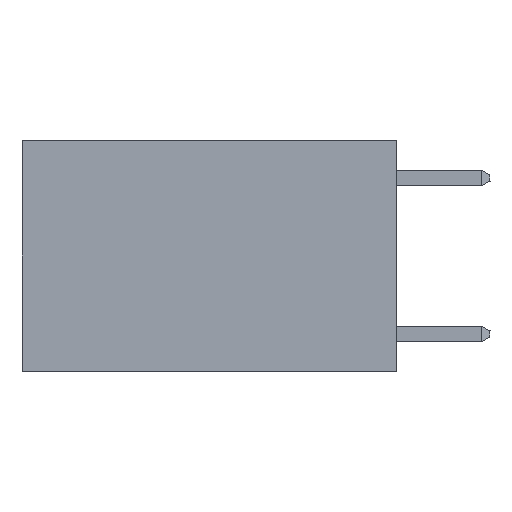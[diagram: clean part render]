
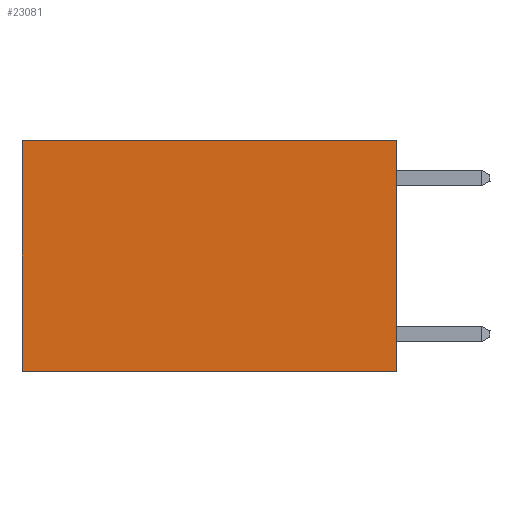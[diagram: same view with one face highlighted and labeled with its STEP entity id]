
A CAD part, left-side view. The second image highlights one B-rep face of the part: STEP entity #23081.
In plain terms, the highlighted planar face has unit normal (-1, 0, 0).
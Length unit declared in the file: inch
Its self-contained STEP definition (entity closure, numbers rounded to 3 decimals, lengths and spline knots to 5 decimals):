
#239 = CARTESIAN_POINT ( 'NONE',  ( 0.2625, 0., 0. ) ) ;
#776 = ORIENTED_EDGE ( 'NONE', *, *, #24003, .T. ) ;
#1073 = LINE ( 'NONE', #239, #5448 ) ;
#2224 = LINE ( 'NONE', #11952, #10629 ) ;
#2341 = CARTESIAN_POINT ( 'NONE',  ( 0.2625, 0., -0.37 ) ) ;
#3134 = LINE ( 'NONE', #3174, #16968 ) ;
#3174 = CARTESIAN_POINT ( 'NONE',  ( 0.2625, 0.6, 0. ) ) ;
#3850 = EDGE_LOOP ( 'NONE', ( #776, #18341, #21783, #8132 ) ) ;
#3885 = DIRECTION ( 'NONE',  ( 1., 0., 0. ) ) ;
#4914 = CARTESIAN_POINT ( 'NONE',  ( 0.2625, 0., -0.37 ) ) ;
#5448 = VECTOR ( 'NONE', #7400, 39.37008 ) ;
#6258 = EDGE_CURVE ( 'NONE', #19471, #10435, #2224, .T. ) ;
#7181 = EDGE_CURVE ( 'NONE', #19471, #17454, #1073, .T. ) ;
#7400 = DIRECTION ( 'NONE',  ( 0., 1., 0. ) ) ;
#8132 = ORIENTED_EDGE ( 'NONE', *, *, #7181, .T. ) ;
#8206 = LINE ( 'NONE', #2341, #22369 ) ;
#10435 = VERTEX_POINT ( 'NONE', #4914 ) ;
#10598 = AXIS2_PLACEMENT_3D ( 'NONE', #11222, #3885, #15867 ) ;
#10629 = VECTOR ( 'NONE', #14483, 39.37008 ) ;
#11222 = CARTESIAN_POINT ( 'NONE',  ( 0.2625, 0., 0. ) ) ;
#11952 = CARTESIAN_POINT ( 'NONE',  ( 0.2625, 0., 0. ) ) ;
#12635 = DIRECTION ( 'NONE',  ( 0., 0., -1. ) ) ;
#14483 = DIRECTION ( 'NONE',  ( 0., 0., -1. ) ) ;
#15867 = DIRECTION ( 'NONE',  ( 0., 0., -1. ) ) ;
#16229 = CARTESIAN_POINT ( 'NONE',  ( 0.2625, 0., 0. ) ) ;
#16968 = VECTOR ( 'NONE', #12635, 39.37008 ) ;
#17454 = VERTEX_POINT ( 'NONE', #22508 ) ;
#17716 = EDGE_CURVE ( 'NONE', #10435, #18361, #8206, .T. ) ;
#18341 = ORIENTED_EDGE ( 'NONE', *, *, #17716, .F. ) ;
#18361 = VERTEX_POINT ( 'NONE', #28833 ) ;
#19471 = VERTEX_POINT ( 'NONE', #16229 ) ;
#21783 = ORIENTED_EDGE ( 'NONE', *, *, #6258, .F. ) ;
#22369 = VECTOR ( 'NONE', #28296, 39.37008 ) ;
#22508 = CARTESIAN_POINT ( 'NONE',  ( 0.2625, 0.6, 0. ) ) ;
#23081 = ADVANCED_FACE ( 'NONE', ( #23239 ), #24778, .F. ) ;
#23239 = FACE_OUTER_BOUND ( 'NONE', #3850, .T. ) ;
#24003 = EDGE_CURVE ( 'NONE', #17454, #18361, #3134, .T. ) ;
#24778 = PLANE ( 'NONE',  #10598 ) ;
#28296 = DIRECTION ( 'NONE',  ( 0., 1., 0. ) ) ;
#28833 = CARTESIAN_POINT ( 'NONE',  ( 0.2625, 0.6, -0.37 ) ) ;
